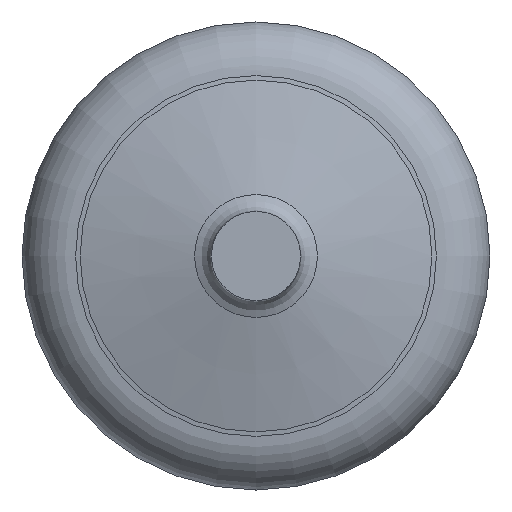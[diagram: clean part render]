
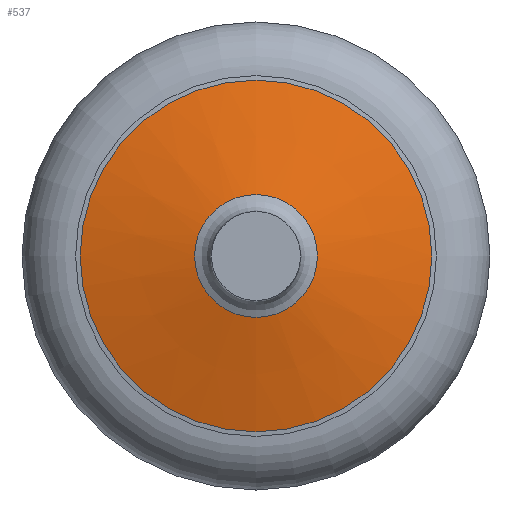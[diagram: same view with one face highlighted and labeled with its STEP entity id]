
A CAD part, left-side view. The second image highlights one B-rep face of the part: STEP entity #537.
In plain terms, the highlighted conical face has half-angle 75.964 degrees and reference radius 1 mm.
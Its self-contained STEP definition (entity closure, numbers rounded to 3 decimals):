
#14=CONICAL_SURFACE('',#619,1.,75.964);
#107=FACE_BOUND('',#224,.T.);
#152=FACE_OUTER_BOUND('',#223,.T.);
#223=EDGE_LOOP('',(#453));
#224=EDGE_LOOP('',(#454));
#293=CIRCLE('',#618,0.551);
#294=CIRCLE('',#620,1.578);
#339=VERTEX_POINT('',#926);
#340=VERTEX_POINT('',#929);
#385=EDGE_CURVE('',#339,#339,#293,.T.);
#386=EDGE_CURVE('',#340,#340,#294,.T.);
#453=ORIENTED_EDGE('',*,*,#386,.F.);
#454=ORIENTED_EDGE('',*,*,#385,.F.);
#537=ADVANCED_FACE('',(#152,#107),#14,.T.);
#618=AXIS2_PLACEMENT_3D('',#927,#763,#764);
#619=AXIS2_PLACEMENT_3D('',#928,#765,#766);
#620=AXIS2_PLACEMENT_3D('',#930,#767,#768);
#763=DIRECTION('center_axis',(-1.,0.,0.));
#764=DIRECTION('ref_axis',(0.,0.,
-1.));
#765=DIRECTION('center_axis',(1.,0.,0.));
#766=DIRECTION('ref_axis',(0.,0.,-1.));
#767=DIRECTION('center_axis',(1.,0.,0.));
#768=DIRECTION('ref_axis',(0.,0.,-1.));
#926=CARTESIAN_POINT('',(-6.212,0.,0.551));
#927=CARTESIAN_POINT('Origin',(-6.212,0.,0.));
#928=CARTESIAN_POINT('Origin',(-6.1,0.,0.));
#929=CARTESIAN_POINT('',(-5.955,0.,1.578));
#930=CARTESIAN_POINT('Origin',(-5.955,0.,0.));
